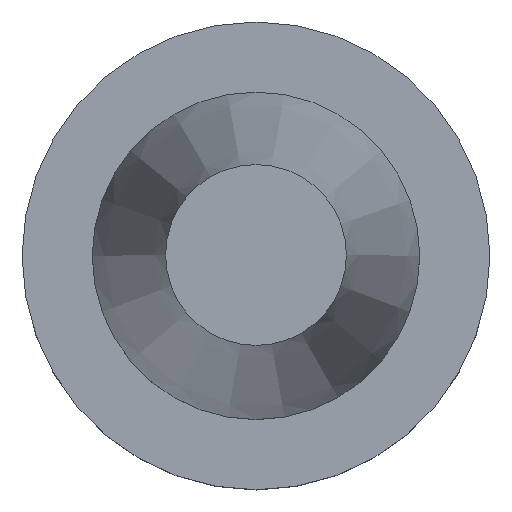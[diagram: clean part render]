
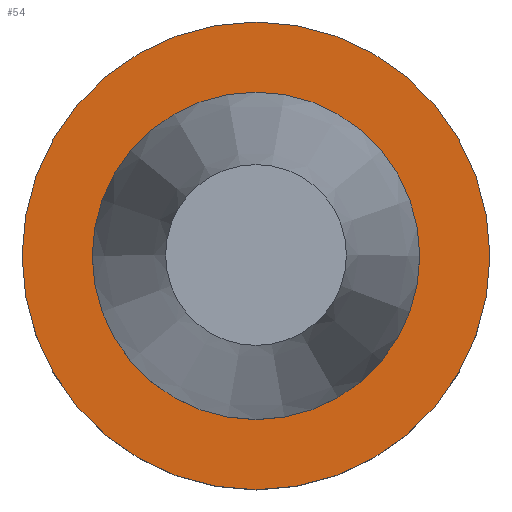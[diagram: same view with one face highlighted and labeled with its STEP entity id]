
A CAD part, top view. The second image highlights one B-rep face of the part: STEP entity #54.
In plain terms, the highlighted planar face has unit normal (0, 0, 1).
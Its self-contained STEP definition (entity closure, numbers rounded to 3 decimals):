
#54=ADVANCED_FACE('',(#81,#82),#62,.T.);
#62=PLANE('',#231);
#81=FACE_BOUND('',#105,.T.);
#82=FACE_BOUND('',#106,.T.);
#105=EDGE_LOOP('',(#131));
#106=EDGE_LOOP('',(#132));
#131=ORIENTED_EDGE('',*,*,#163,.T.);
#132=ORIENTED_EDGE('',*,*,#162,.F.);
#149=VERTEX_POINT('',#333);
#150=VERTEX_POINT('',#336);
#162=EDGE_CURVE('',#149,#149,#175,.T.);
#163=EDGE_CURVE('',#150,#150,#176,.T.);
#175=CIRCLE('',#228,31.75);
#176=CIRCLE('',#230,22.225);
#228=AXIS2_PLACEMENT_3D('',#332,#278,#279);
#230=AXIS2_PLACEMENT_3D('',#335,#282,#283);
#231=AXIS2_PLACEMENT_3D('',#337,#284,#285);
#278=DIRECTION('',(0.,0.,-1.));
#279=DIRECTION('',(-1.,0.,0.));
#282=DIRECTION('',(0.,0.,-1.));
#283=DIRECTION('',(-1.,0.,0.));
#284=DIRECTION('',(0.,0.,1.));
#285=DIRECTION('',(1.,0.,0.));
#332=CARTESIAN_POINT('',(0.,0.,-3.2));
#333=CARTESIAN_POINT('',(-31.75,0.,-3.2));
#335=CARTESIAN_POINT('',(0.,0.,-3.2));
#336=CARTESIAN_POINT('',(-22.225,0.,-3.2));
#337=CARTESIAN_POINT('',(-31.75,0.,-3.2));
